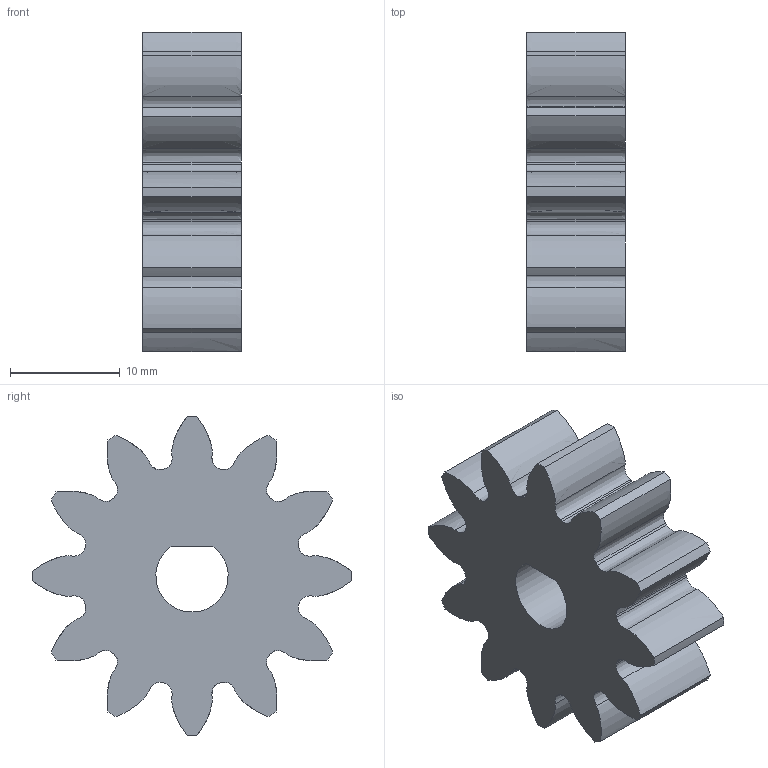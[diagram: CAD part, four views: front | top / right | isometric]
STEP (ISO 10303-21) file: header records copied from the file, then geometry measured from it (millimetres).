
FILE_DESCRIPTION(('STEP AP214'), '1');
FILE_NAME('ﾘ褥', '2025-11-28T00:45:00', ('dmitr'), (''), 'C3D Converter', 'C3D Toolkit', '');
FILE_SCHEMA(('AUTOMOTIVE_DESIGN { 1 0 10303 214 3 1 1}'));
Length unit declared in the file: millimetre
Bounding box: 9 x 29.2 x 29.2 mm (x, y, z)
Volume: 4060.2 mm3; surface area: 2385.6 mm2
Topology: 1 solids, 1 shells, 76 faces, 222 edges, 151 vertices
Faces by surface type: extrusion 48, cylinder 25, plane 3
Entity records: 8760 total; most frequent: CARTESIAN_POINT 6834, ORIENTED_EDGE 444, DIRECTION 282, EDGE_CURVE 222, VERTEX_POINT 148, B_SPLINE_CURVE_WITH_KNOTS 144, VECTOR 124, AXIS2_PLACEMENT_3D 79
